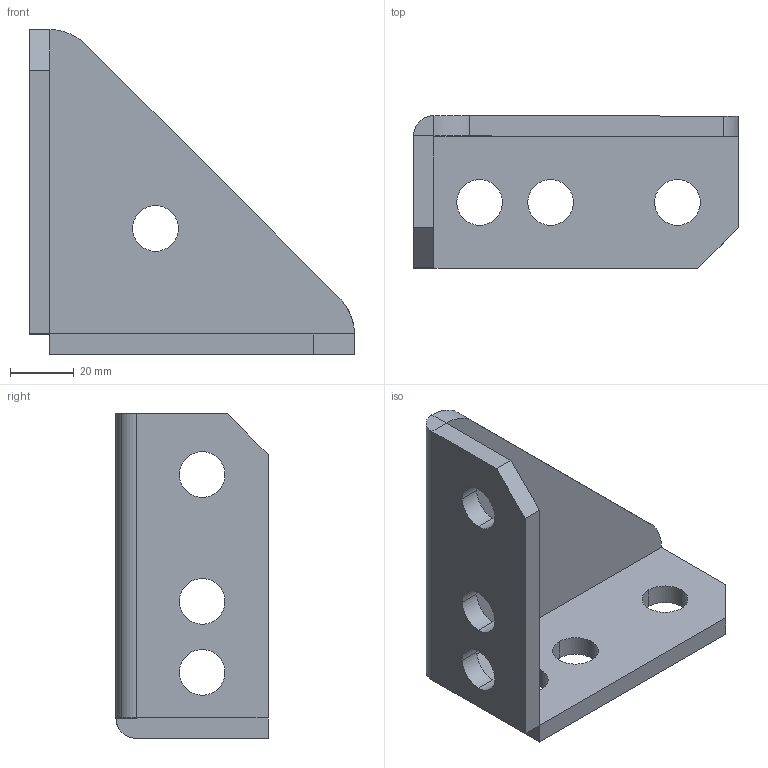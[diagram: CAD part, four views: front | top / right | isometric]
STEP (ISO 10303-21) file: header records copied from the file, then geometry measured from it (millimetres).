
FILE_DESCRIPTION(('TurboCAD Mac Pro'),'Build 980');
FILE_NAME('P2484W.stp',' ',(''),(''),'ACIS Interop','IMSI','TurboCAD Mac Pro BY IMSI, INCORPORATED');
FILE_SCHEMA(('automotive_design'));
Length unit declared in the file: inch
Products named in the file (1): 1
Bounding box: 101.57 x 47.61 x 101.56 mm (x, y, z)
Volume: 80327.1 mm3; surface area: 30455.5 mm2
Topology: 1 solids, 1 shells, 54 faces, 148 edges, 95 vertices
Faces by surface type: bspline 30, plane 19, cylinder 4, sphere 1
Entity records: 2355 total; most frequent: CARTESIAN_POINT 709, ORIENTED_EDGE 296, DIRECTION 147, EDGE_CURVE 147, VERTEX_POINT 95, LINE 73, VECTOR 73, EDGE_LOOP 68
